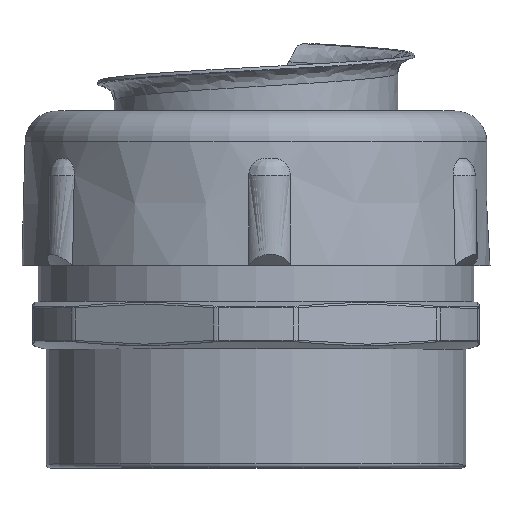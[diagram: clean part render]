
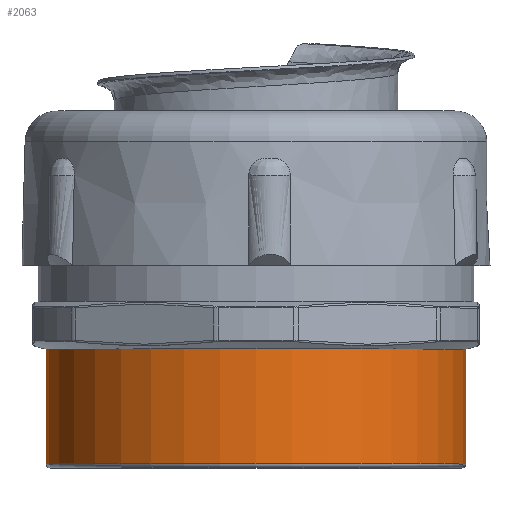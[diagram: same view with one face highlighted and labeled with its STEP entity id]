
A CAD part, top view. The second image highlights one B-rep face of the part: STEP entity #2063.
In plain terms, the highlighted cylindrical face has radius 26.5 mm (diameter 53 mm), a full revolution.
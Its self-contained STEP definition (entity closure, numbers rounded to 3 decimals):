
#502=FACE_OUTER_BOUND('',#631,.T.);
#631=EDGE_LOOP('',(#1910,#1911,#1912,#1913,#1914));
#668=LINE('',#6340,#705);
#705=VECTOR('',#2689,26.5);
#786=CIRCLE('',#2208,26.5);
#825=CIRCLE('',#2271,26.5);
#827=CIRCLE('',#2273,26.5);
#968=VERTEX_POINT('',#5700);
#1010=VERTEX_POINT('',#6334);
#1011=VERTEX_POINT('',#6335);
#1227=EDGE_CURVE('',#968,#968,#786,.T.);
#1309=EDGE_CURVE('',#1010,#1011,#825,.T.);
#1311=EDGE_CURVE('',#1011,#1010,#827,.T.);
#1312=EDGE_CURVE('',#968,#1010,#668,.T.);
#1910=ORIENTED_EDGE('',*,*,#1227,.F.);
#1911=ORIENTED_EDGE('',*,*,#1312,.T.);
#1912=ORIENTED_EDGE('',*,*,#1311,.F.);
#1913=ORIENTED_EDGE('',*,*,#1309,.F.);
#1914=ORIENTED_EDGE('',*,*,#1312,.F.);
#1940=CYLINDRICAL_SURFACE('',#2274,26.5);
#2063=ADVANCED_FACE('',(#502),#1940,.T.);
#2208=AXIS2_PLACEMENT_3D('',#5702,#2540,#2541);
#2271=AXIS2_PLACEMENT_3D('',#6336,#2681,#2682);
#2273=AXIS2_PLACEMENT_3D('',#6338,#2685,#2686);
#2274=AXIS2_PLACEMENT_3D('',#6339,#2687,#2688);
#2540=DIRECTION('center_axis',(0.,1.,0.));
#2541=DIRECTION('ref_axis',(1.,0.,0.));
#2681=DIRECTION('center_axis',(0.,-1.,0.));
#2682=DIRECTION('ref_axis',(1.,0.,0.));
#2685=DIRECTION('center_axis',(0.,-1.,0.));
#2686=DIRECTION('ref_axis',(1.,0.,0.));
#2687=DIRECTION('center_axis',(0.,1.,0.));
#2688=DIRECTION('ref_axis',(-1.,0.,0.));
#2689=DIRECTION('',(0.,-1.,0.));
#5700=CARTESIAN_POINT('',(26.5,15.,0.));
#5702=CARTESIAN_POINT('Origin',(0.,15.,0.));
#6334=CARTESIAN_POINT('',(26.5,0.5,0.));
#6335=CARTESIAN_POINT('',(0.,0.5,-26.5));
#6336=CARTESIAN_POINT('Origin',(0.,0.5,0.));
#6338=CARTESIAN_POINT('Origin',(0.,0.5,0.));
#6339=CARTESIAN_POINT('Origin',(0.,7.5,0.));
#6340=CARTESIAN_POINT('',(26.5,7.5,0.));
